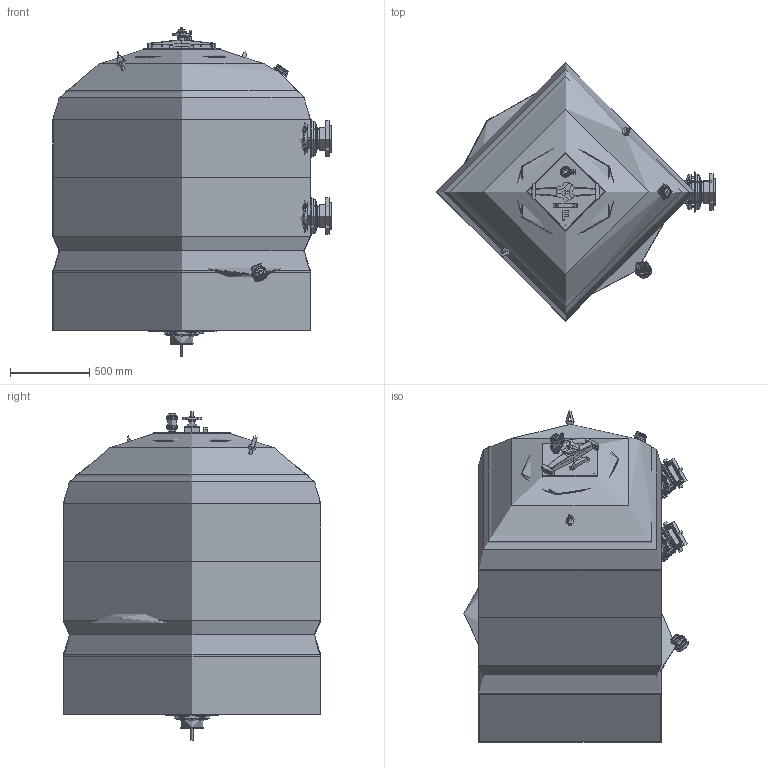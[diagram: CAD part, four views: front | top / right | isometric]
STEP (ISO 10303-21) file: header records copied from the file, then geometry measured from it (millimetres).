
FILE_DESCRIPTION( ( '' ), '1' );
FILE_NAME( '170705 HCFF631252WVA (VFSCN216012H).stp', '2017-07-19T12:06:11', ( 'Fiberpool Internacional' ), ( 'Fiberpool Internacional' ), 'PSStep 14.0', 'SolidEdgeST3', ' ' );
FILE_SCHEMA( ( 'AUTOMOTIVE_DESIGN { 1 0 10303 214 1 1 1 1 }' ) );
Length unit declared in the file: millimetre
Products named in the file (46): Assem1; Desaigua filtre industrial 1pols-oa10; Sortida tornillos d-125 1400-1600-oa0; Tapa oval filtro industrial completa 2,5 BARS-oa8; Brida tornillos d-125; Manòmetre  ; Base tapa ovalada filtro 2,5 BARS-oa5; Manòmetre filtro industrial 2011 -oa11; Sortida descarga de arena 63-oa9; filtre 1600 FB HAYW 170705-oa14; Sortida tornillos d-125 1400-1600-oa1; Válvula de bola 32-1pols; cos manòmetre filtre industrial; fons manòmetre; agulla manòmetre; vidre manòmetre; cos válvula 32-1pols; manguito valvula bola 32-1pols; femella valvula 32-1pols; maneta válvula 32-1pols; Volante filtro-oa6; Varilla Roscada M-14x165mm Inox 304; TUERCA SUPERIOR SUJ_JUNTA TAP_OV; Base tapa ovalada filtro 2,5 BAR Act-oa4; Embellidor manòmetre PVC; Maneta tapa filtro; Puente; Machon doble rosca 1pols; ; Cos sortida plipropilè 63; femella pasant polipropilè 63; ; Bolt_DIN_580_M24_v8.00; ; CUERPO BRIDA DE TORNILLOS D-125 ; Tornillo M-10 Zinc. DIN 934; bobinat inf d-1600-oa2; bobinat sup d-1600-oa3; embellidor; peana1600 ...
Bounding box: 1760.5 x 1630 x 2075.5 mm (x, y, z)
Volume: 382904324.2 mm3; surface area: 77331511 mm2
Topology: 214 solids, 214 shells, 6365 faces, 15820 edges, 10234 vertices
Faces by surface type: plane 3756, cylinder 1710, cone 360, bspline 311, torus 183, sphere 29, offset 10, extrusion 6
Full cylindrical faces by diameter (mm): 6 x45, 8 x8, 10 x89, 11.835 x5, 12 x5, 13 x8, 14 x5, 14.5 x5, 15.5 x4, 16 x4, 18.5 x40, 19.6 x5, 21 x7, 22 x3, 23 x4, 23.5 x8, 24 x14, 25 x15, 26 x16, 29 x5, 29.605 x8, 32 x26, 33 x4, 35.5 x11, 37.5 x4, 38 x4, 41.5 x15, 42 x4, 44.5 x15, 46 x4
Entity records: 73415 total; most frequent: CARTESIAN_POINT 41916, DIRECTION 4774, ORIENTED_EDGE 4462, EDGE_CURVE 2231, AXIS2_PLACEMENT_3D 1821, VERTEX_POINT 1546, EDGE_LOOP 1373, FACE_OUTER_BOUND 1186
